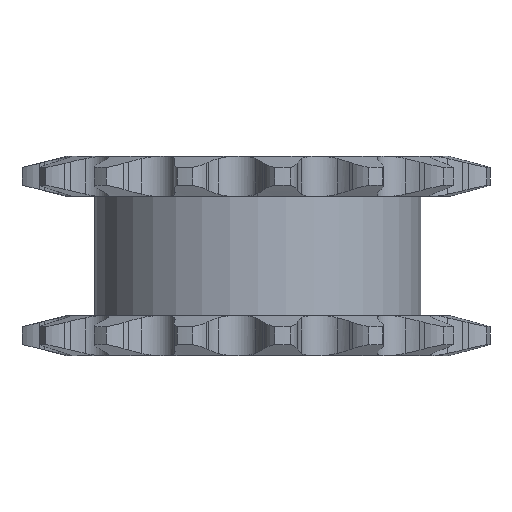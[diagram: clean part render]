
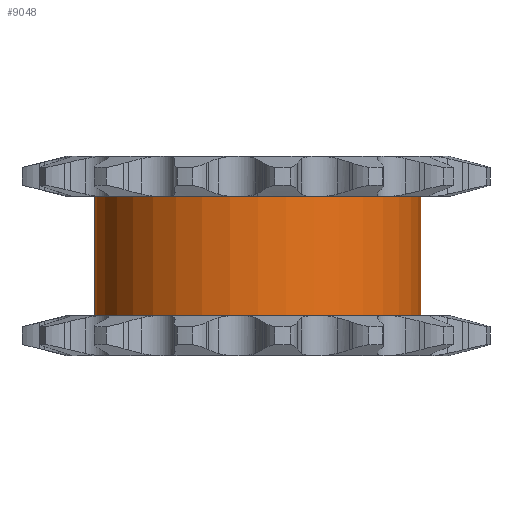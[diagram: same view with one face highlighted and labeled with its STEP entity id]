
A CAD part, front view. The second image highlights one B-rep face of the part: STEP entity #9048.
In plain terms, the highlighted cylindrical face has radius 17.462 mm (diameter 34.925 mm), a partial arc.
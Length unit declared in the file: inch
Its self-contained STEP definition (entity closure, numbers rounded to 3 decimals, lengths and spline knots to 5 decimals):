
#60 = CARTESIAN_POINT ( 'NONE',  ( -0.6875, 0., -0.0845 ) ) ;
#188 = AXIS2_PLACEMENT_3D ( 'NONE', #1261, #3209, #6805 ) ;
#249 = CARTESIAN_POINT ( 'NONE',  ( 0., 0., -0.587 ) ) ;
#428 = EDGE_CURVE ( 'NONE', #1863, #3405, #11796, .T. ) ;
#488 = CYLINDRICAL_SURFACE ( 'NONE', #6782, 0.6875 ) ;
#1261 = CARTESIAN_POINT ( 'NONE',  ( 0., 0., -0.0845 ) ) ;
#1629 = ORIENTED_EDGE ( 'NONE', *, *, #11972, .T. ) ;
#1748 = CARTESIAN_POINT ( 'NONE',  ( -0.6875, 0., -0.587 ) ) ;
#1863 = VERTEX_POINT ( 'NONE', #10550 ) ;
#2377 = DIRECTION ( 'NONE',  ( 0., 0., 1. ) ) ;
#2708 = CIRCLE ( 'NONE', #188, 0.6875 ) ;
#3209 = DIRECTION ( 'NONE',  ( 0., 0., -1. ) ) ;
#3405 = VERTEX_POINT ( 'NONE', #60 ) ;
#3613 = LINE ( 'NONE', #11721, #10502 ) ;
#3911 = CIRCLE ( 'NONE', #8595, 0.6875 ) ;
#3962 = ORIENTED_EDGE ( 'NONE', *, *, #10042, .T. ) ;
#4186 = ORIENTED_EDGE ( 'NONE', *, *, #428, .F. ) ;
#5869 = CARTESIAN_POINT ( 'NONE',  ( 0., 0., -0.587 ) ) ;
#5981 = VERTEX_POINT ( 'NONE', #9286 ) ;
#6225 = ORIENTED_EDGE ( 'NONE', *, *, #10568, .T. ) ;
#6374 = DIRECTION ( 'NONE',  ( 0., 0., 1. ) ) ;
#6782 = AXIS2_PLACEMENT_3D ( 'NONE', #249, #2377, #7016 ) ;
#6805 = DIRECTION ( 'NONE',  ( 1., 0., 0. ) ) ;
#7016 = DIRECTION ( 'NONE',  ( 1., 0., 0. ) ) ;
#8595 = AXIS2_PLACEMENT_3D ( 'NONE', #5869, #9590, #9706 ) ;
#8845 = FACE_OUTER_BOUND ( 'NONE', #11688, .T. ) ;
#8994 = VECTOR ( 'NONE', #6374, 39.37008 ) ;
#9048 = ADVANCED_FACE ( 'NONE', ( #8845 ), #488, .T. ) ;
#9286 = CARTESIAN_POINT ( 'NONE',  ( 0.6875, 0., -0.587 ) ) ;
#9590 = DIRECTION ( 'NONE',  ( 0., 0., 1. ) ) ;
#9706 = DIRECTION ( 'NONE',  ( 1., 0., 0. ) ) ;
#9991 = CARTESIAN_POINT ( 'NONE',  ( 0.6875, 0., -0.0845 ) ) ;
#10042 = EDGE_CURVE ( 'NONE', #11251, #3405, #2708, .T. ) ;
#10502 = VECTOR ( 'NONE', #10799, 39.37008 ) ;
#10550 = CARTESIAN_POINT ( 'NONE',  ( -0.6875, 0., -0.587 ) ) ;
#10568 = EDGE_CURVE ( 'NONE', #5981, #11251, #3613, .T. ) ;
#10799 = DIRECTION ( 'NONE',  ( 0., 0., 1. ) ) ;
#11251 = VERTEX_POINT ( 'NONE', #9991 ) ;
#11688 = EDGE_LOOP ( 'NONE', ( #4186, #1629, #6225, #3962 ) ) ;
#11721 = CARTESIAN_POINT ( 'NONE',  ( 0.6875, 0., -0.587 ) ) ;
#11796 = LINE ( 'NONE', #1748, #8994 ) ;
#11972 = EDGE_CURVE ( 'NONE', #1863, #5981, #3911, .T. ) ;
